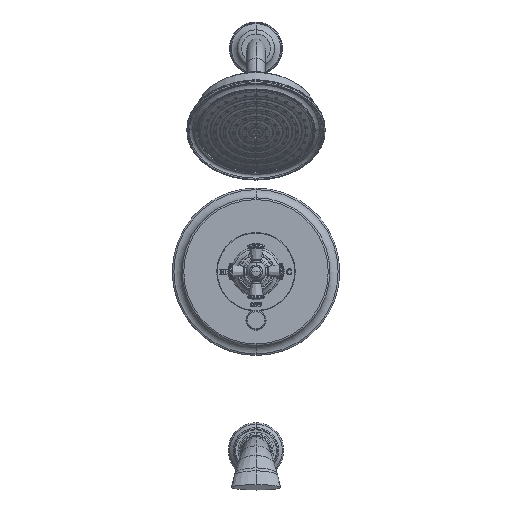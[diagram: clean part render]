
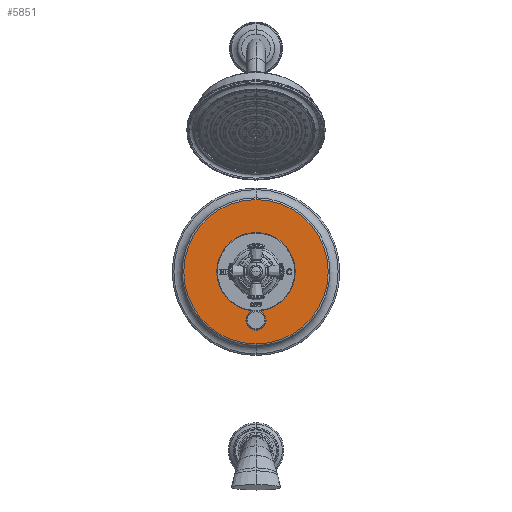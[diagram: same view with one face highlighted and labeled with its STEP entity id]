
A CAD part, top view. The second image highlights one B-rep face of the part: STEP entity #5851.
In plain terms, the highlighted planar face has unit normal (0, 0, 1).
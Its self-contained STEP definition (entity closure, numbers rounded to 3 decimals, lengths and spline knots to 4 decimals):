
#1536=CARTESIAN_POINT('',(0.,0.,0.625));
#1537=DIRECTION('',(0.,0.,1.));
#1538=DIRECTION('',(0.,-1.,0.));
#1539=AXIS2_PLACEMENT_3D('',#1536,#1537,#1538);
#1551=CARTESIAN_POINT('',(0.,0.,0.625));
#1552=DIRECTION('',(0.,0.,1.));
#1553=DIRECTION('',(0.,1.,0.));
#1554=AXIS2_PLACEMENT_3D('',#1551,#1552,#1553);
#1556=CARTESIAN_POINT('',(0.,0.,0.625));
#1557=DIRECTION('',(0.,0.,-1.));
#1558=DIRECTION('',(0.,1.,0.));
#1559=AXIS2_PLACEMENT_3D('',#1556,#1557,#1558);
#1561=CARTESIAN_POINT('',(0.,-2.17,0.625));
#1562=DIRECTION('',(0.,0.,1.));
#1563=DIRECTION('',(-1.,0.,0.));
#1564=AXIS2_PLACEMENT_3D('',#1561,#1562,#1563);
#1566=CARTESIAN_POINT('',(0.,-2.17,0.625));
#1567=DIRECTION('',(0.,0.,1.));
#1568=DIRECTION('',(1.,0.,0.));
#1569=AXIS2_PLACEMENT_3D('',#1566,#1567,#1568);
#1649=CARTESIAN_POINT('',(0.,0.,0.625));
#1650=DIRECTION('',(0.,0.,1.));
#1651=DIRECTION('',(0.,1.,0.));
#1652=AXIS2_PLACEMENT_3D('',#1649,#1650,#1651);
#3967=CARTESIAN_POINT('',(0.,3.233,0.625));
#3968=VERTEX_POINT('',#3967);
#3975=CARTESIAN_POINT('',(0.,-3.233,0.625));
#3976=VERTEX_POINT('',#3975);
#3977=CARTESIAN_POINT('',(0.,-1.757,0.625));
#3978=CARTESIAN_POINT('',(0.,1.757,0.625));
#3979=VERTEX_POINT('',#3977);
#3980=VERTEX_POINT('',#3978);
#4319=CARTESIAN_POINT('',(-0.236,-2.17,0.625));
#4320=CARTESIAN_POINT('',(0.236,-2.17,0.625));
#4321=VERTEX_POINT('',#4319);
#4322=VERTEX_POINT('',#4320);
#5829=CARTESIAN_POINT('',(0.,0.,0.625));
#5830=DIRECTION('',(0.,0.,-1.));
#5831=DIRECTION('',(0.,-1.,0.));
#5832=AXIS2_PLACEMENT_3D('',#5829,#5830,#5831);
#5833=PLANE('',#5832);
#5835=ORIENTED_EDGE('',*,*,#5834,.F.);
#5837=ORIENTED_EDGE('',*,*,#5836,.T.);
#5838=EDGE_LOOP('',(#5835,#5837));
#5839=FACE_OUTER_BOUND('',#5838,.F.);
#5840=ORIENTED_EDGE('',*,*,#5819,.T.);
#5842=ORIENTED_EDGE('',*,*,#5841,.T.);
#5843=EDGE_LOOP('',(#5840,#5842));
#5844=FACE_BOUND('',#5843,.F.);
#5846=ORIENTED_EDGE('',*,*,#5845,.T.);
#5848=ORIENTED_EDGE('',*,*,#5847,.T.);
#5849=EDGE_LOOP('',(#5846,#5848));
#5850=FACE_BOUND('',#5849,.F.);
#5851=ADVANCED_FACE('',(#5839,#5844,#5850),#5833,.F.);
#1540=CIRCLE('',#1539,1.757);
#1555=CIRCLE('',#1554,3.233);
#1560=CIRCLE('',#1559,3.233);
#1565=CIRCLE('',#1564,0.236);
#1570=CIRCLE('',#1569,0.236);
#1653=CIRCLE('',#1652,1.757);
#5819=EDGE_CURVE('',#3979,#3980,#1540,.T.);
#5834=EDGE_CURVE('',#3968,#3976,#1555,.T.);
#5836=EDGE_CURVE('',#3968,#3976,#1560,.T.);
#5841=EDGE_CURVE('',#3980,#3979,#1653,.T.);
#5845=EDGE_CURVE('',#4321,#4322,#1565,.T.);
#5847=EDGE_CURVE('',#4322,#4321,#1570,.T.);
